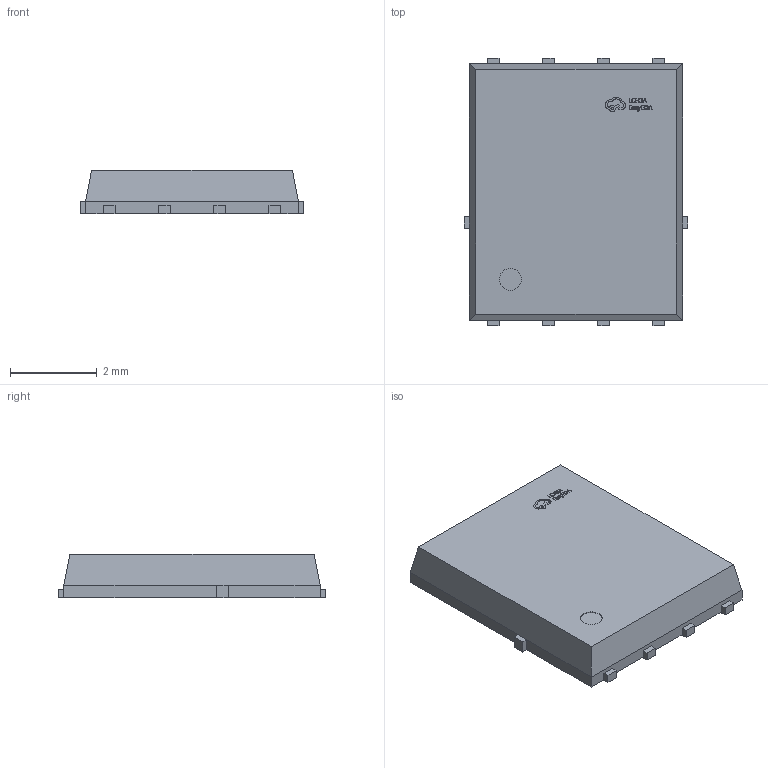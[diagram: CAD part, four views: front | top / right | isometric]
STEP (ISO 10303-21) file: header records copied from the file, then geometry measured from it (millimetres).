
FILE_DESCRIPTION (( 'STEP AP214' ), '1' );
FILE_NAME ('POWERPAK-SO-8_L5.9-W4.9-P1.27-BL-EP.step', '2022-07-09T04:02:00', ( '' ), ( '' ), 'SwSTEP 2.0', 'SolidWorks 2020', '' );
FILE_SCHEMA (( 'AUTOMOTIVE_DESIGN' ));
Length unit declared in the file: millimetre
Products named in the file (1): POWERPAK-SO-8_L5.9-W4.9-P1.27-BL-EP
Bounding box: 5.15 x 6.16 x 1.01 mm (x, y, z)
Volume: 28.1 mm3; surface area: 78 mm2
Topology: 1 solids, 1 shells, 402 faces, 1111 edges, 738 vertices
Faces by surface type: plane 284, bspline 112, cylinder 6
Entity records: 17684 total; most frequent: CARTESIAN_POINT 4356, ORIENTED_EDGE 2222, DIRECTION 1477, EDGE_CURVE 1111, VECTOR 871, LINE 871, VERTEX_POINT 738, EDGE_LOOP 429
